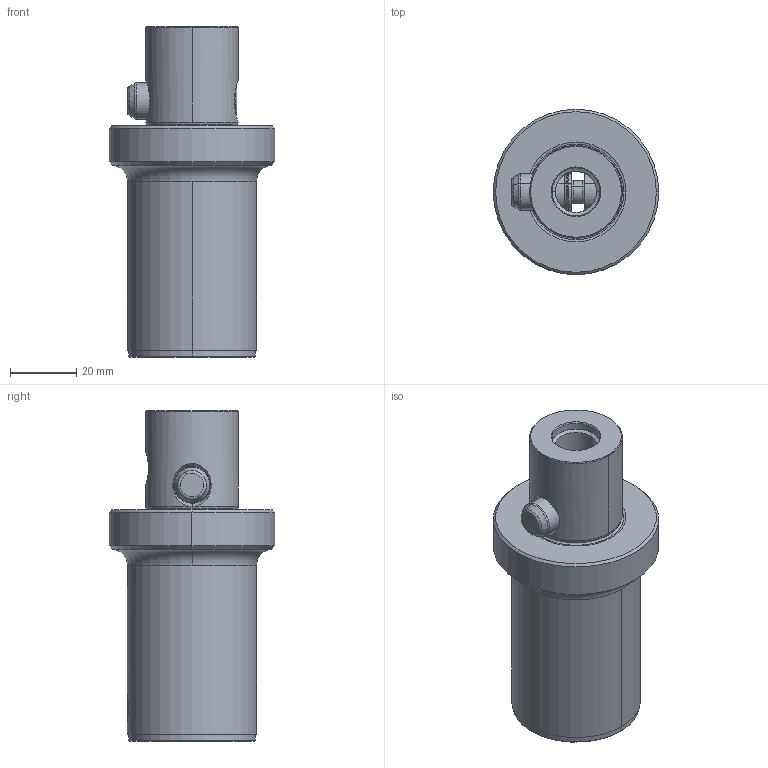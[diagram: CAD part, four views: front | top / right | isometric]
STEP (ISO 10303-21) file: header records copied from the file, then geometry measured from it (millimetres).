
FILE_DESCRIPTION(('no description'),'unknown implementation level');
FILE_NAME('F5D01A7C-9992-45B0-8971-48E09CC37E7D_export.stp',' ',('CIMSOURCE GmbH'),('CADClick - KiM GmbH - www.kimweb.de'),'unknown preprocess','ACIS','unknown authorization');
FILE_SCHEMA(('automotive_design'));
Length unit declared in the file: millimetre
Products named in the file (4): 332.545 Kaiser CKS5 X CKS4 X 100B|332.545 Kaiser CKS5 X CKS4 X 100B_Standard;NONE; 332.545 Kaiser CKS5 X CKS4 X 100B|690.434 Kaiser ETL M8 X 11 CK4_Standard;NONE; 332.545 Kaiser CKS5 X CKS4 X 100B|691.505 Kaiser ETL �11 X 33K_Standard|691.525 Mitnehmerbolzen_Standard;NONE; 332.545 Kaiser CKS5 X CKS4 X 100B|691.505 Kaiser ETL �11 X 33K_Standard|693.304 Sprengring_Standard;NONE
Bounding box: 50 x 50 x 100 mm (x, y, z)
Volume: 89872.6 mm3; surface area: 22505 mm2
Topology: 4 solids, 4 shells, 174 faces, 404 edges, 237 vertices
Faces by surface type: cone 52, cylinder 51, plane 42, torus 26, bspline 3
Entity records: 10612 total; most frequent: CARTESIAN_POINT 1940, DIRECTION 910, STYLED_ITEM 815, PRESENTATION_STYLE_ASSIGNMENT 815, COLOUR_RGB 815, ORIENTED_EDGE 800, EDGE_CURVE 400, CURVE_STYLE 400
